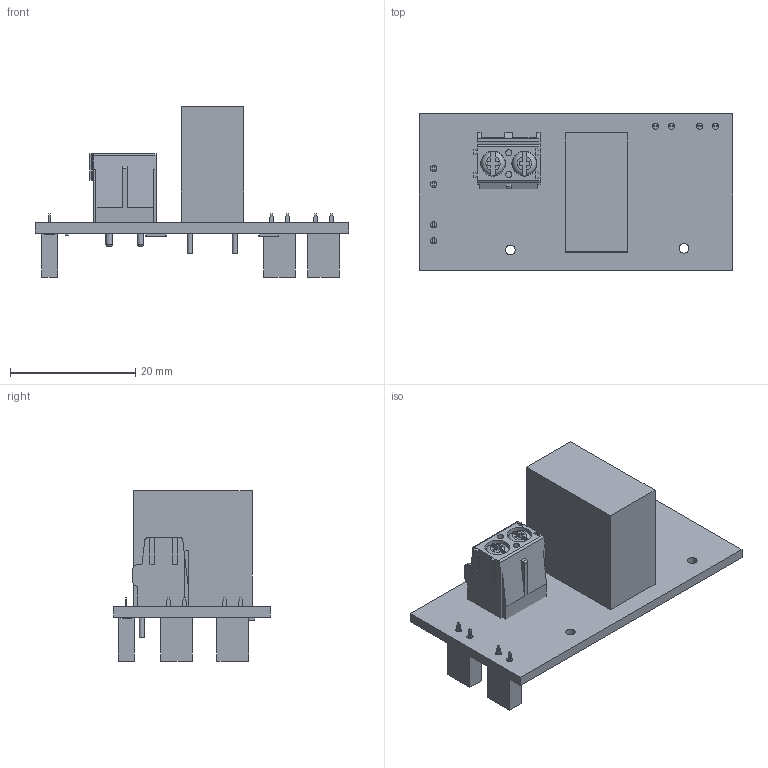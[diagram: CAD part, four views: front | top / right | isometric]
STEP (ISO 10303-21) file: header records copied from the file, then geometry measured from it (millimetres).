
FILE_DESCRIPTION(('KiCad electronic assembly'),'2;1');
FILE_NAME('MRM5-Sensor.step','2024-12-01T23:41:38',('Pcbnew'),('Kicad'), 'Open CASCADE STEP processor 7.6','KiCad to STEP converter','Unknown' );
FILE_SCHEMA(('AUTOMOTIVE_DESIGN { 1 0 10303 214 1 1 1 1 }'));
Length unit declared in the file: millimetre
Products named in the file (12): MRM5-Sensor 1; ZMPT107-1; ASSEMBLY; 1989447; R_0402_1005Metric; PinSocket_1x02_P2.54mm_Vertical; PinSocket_1x02_P254mm_Vertical; R_1206_3216Metric; MRM5-Sensor_PCB
Assembly tree (16 placements, depth 3):
  MRM5-Sensor 1
    ZMPT107-1
      ASSEMBLY
    1989447
      1989447
    R_0402_1005Metric  x2
      R_0402_1005Metric
    PinSocket_1x02_P2.54mm_Vertical  x4
      PinSocket_1x02_P254mm_Vertical
    R_1206_3216Metric  x2
      R_1206_3216Metric
    MRM5-Sensor_PCB
Bounding box: 50 x 25 x 27.2 mm (x, y, z)
Volume: 6529.2 mm3; surface area: 5977 mm2
Topology: 15 solids, 15 shells, 602 faces, 1553 edges, 1017 vertices
Faces by surface type: plane 519, cylinder 75, torus 6, revolution 2
Full cylindrical faces by diameter (mm): 0.8 x4, 1 x16, 1.3 x2, 1.56 x2, 3.8 x2, 4 x2
Entity records: 12501 total; most frequent: CARTESIAN_POINT 1863, ORIENTED_EDGE 1730, DIRECTION 1684, EDGE_CURVE 865, LINE 706, VECTOR 706, VERTEX_POINT 569, AXIS2_PLACEMENT_3D 488
